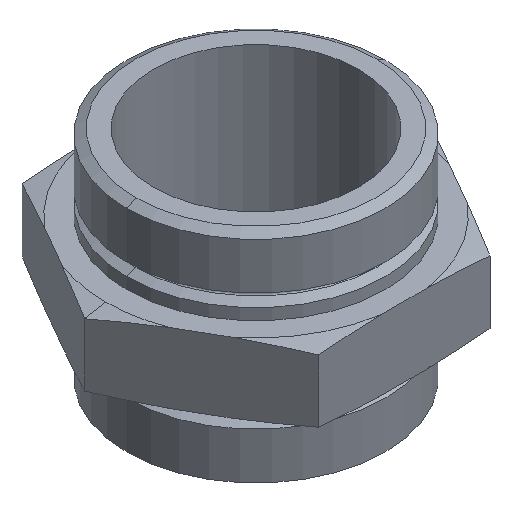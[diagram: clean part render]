
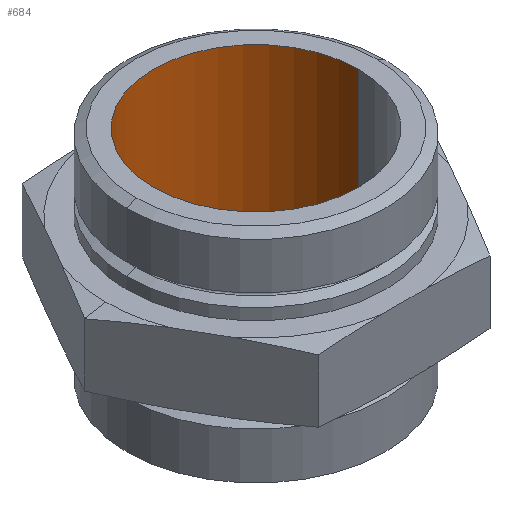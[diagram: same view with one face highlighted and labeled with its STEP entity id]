
A CAD part, isometric view. The second image highlights one B-rep face of the part: STEP entity #684.
In plain terms, the highlighted cylindrical face has radius 19 mm (diameter 38 mm), a partial arc.
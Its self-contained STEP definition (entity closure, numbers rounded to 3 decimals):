
#2 = VERTEX_POINT ( 'NONE', #987 ) ;
#5 = VERTEX_POINT ( 'NONE', #976 ) ;
#7 = EDGE_CURVE ( 'NONE', #737, #5, #975, .T. ) ;
#274 = CARTESIAN_POINT ( 'NONE',  ( -19., 0., -20.5 ) ) ;
#411 = EDGE_CURVE ( 'NONE', #944, #2, #1016, .T. ) ;
#455 = EDGE_CURVE ( 'NONE', #737, #944, #1058, .T. ) ;
#460 = EDGE_CURVE ( 'NONE', #5, #2, #1113, .T. ) ;
#676 = ORIENTED_EDGE ( 'NONE', *, *, #455, .F. ) ;
#683 = EDGE_LOOP ( 'NONE', ( #685, #676, #712, #709 ) ) ;
#684 = ADVANCED_FACE ( 'NONE', ( #1508 ), #1500, .F. ) ;
#685 = ORIENTED_EDGE ( 'NONE', *, *, #411, .F. ) ;
#709 = ORIENTED_EDGE ( 'NONE', *, *, #460, .T. ) ;
#712 = ORIENTED_EDGE ( 'NONE', *, *, #7, .T. ) ;
#737 = VERTEX_POINT ( 'NONE', #1567 ) ;
#944 = VERTEX_POINT ( 'NONE', #274 ) ;
#972 = DIRECTION ( 'NONE',  ( 0., 0., 1. ) ) ;
#973 = VECTOR ( 'NONE', #972, 1000. ) ;
#974 = CARTESIAN_POINT ( 'NONE',  ( 19., 0., 20.5 ) ) ;
#975 = LINE ( 'NONE', #974, #973 ) ;
#976 = CARTESIAN_POINT ( 'NONE',  ( 19., 0., 20.5 ) ) ;
#987 = CARTESIAN_POINT ( 'NONE',  ( -19., 0., 20.5 ) ) ;
#1013 = DIRECTION ( 'NONE',  ( 0., 0., 1. ) ) ;
#1014 = VECTOR ( 'NONE', #1013, 1000. ) ;
#1015 = CARTESIAN_POINT ( 'NONE',  ( -19., 0., 20.5 ) ) ;
#1016 = LINE ( 'NONE', #1015, #1014 ) ;
#1055 = DIRECTION ( 'NONE',  ( 1., 0., 0. ) ) ;
#1056 = DIRECTION ( 'NONE',  ( 0., 0., 1. ) ) ;
#1057 = AXIS2_PLACEMENT_3D ( 'NONE', #1062, #1056, #1055 ) ;
#1058 = CIRCLE ( 'NONE', #1057, 19. ) ;
#1062 = CARTESIAN_POINT ( 'NONE',  ( 0., 0., -20.5 ) ) ;
#1109 = DIRECTION ( 'NONE',  ( 1., 0., 0. ) ) ;
#1110 = DIRECTION ( 'NONE',  ( 0., 0., 1. ) ) ;
#1111 = CARTESIAN_POINT ( 'NONE',  ( 0., 0., 20.5 ) ) ;
#1112 = AXIS2_PLACEMENT_3D ( 'NONE', #1111, #1110, #1109 ) ;
#1113 = CIRCLE ( 'NONE', #1112, 19. ) ;
#1497 = DIRECTION ( 'NONE',  ( 1., 0., 0. ) ) ;
#1498 = DIRECTION ( 'NONE',  ( 0., 0., 1. ) ) ;
#1499 = AXIS2_PLACEMENT_3D ( 'NONE', #1502, #1498, #1497 ) ;
#1500 = CYLINDRICAL_SURFACE ( 'NONE', #1499, 19. ) ;
#1502 = CARTESIAN_POINT ( 'NONE',  ( 0., 0., 20.5 ) ) ;
#1508 = FACE_OUTER_BOUND ( 'NONE', #683, .T. ) ;
#1567 = CARTESIAN_POINT ( 'NONE',  ( 19., 0., -20.5 ) ) ;
